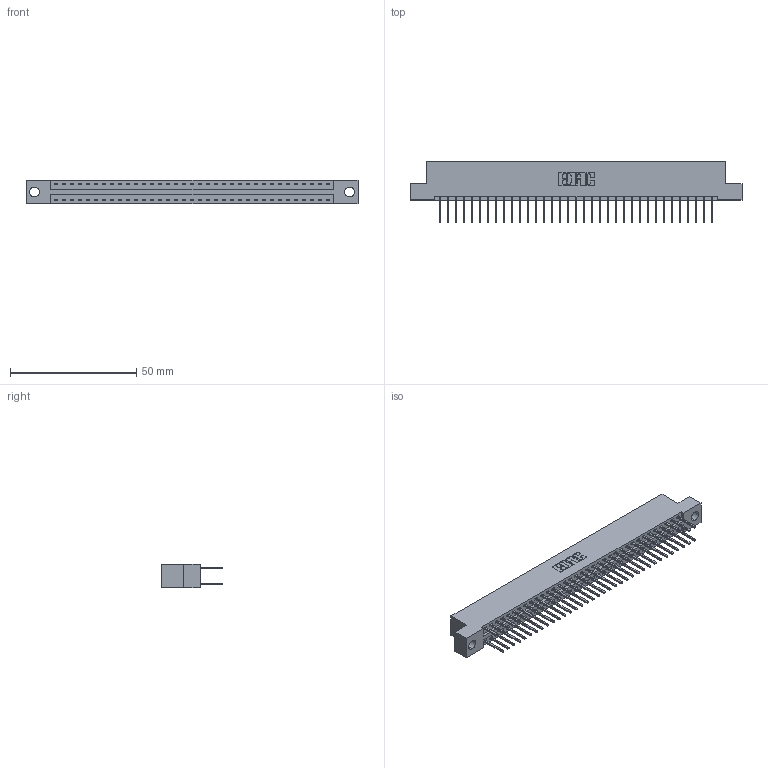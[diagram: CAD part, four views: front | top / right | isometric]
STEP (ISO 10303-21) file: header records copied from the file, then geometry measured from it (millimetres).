
FILE_DESCRIPTION (( 'STEP AP203' ), '1' );
FILE_NAME ('346-070-526-204.STEP', '2018-08-28T23:13:01', ( '' ), ( '' ), 'SwSTEP 2.0', 'SolidWorks 2016', '' );
FILE_SCHEMA (( 'CONFIG_CONTROL_DESIGN' ));
Length unit declared in the file: inch
Products named in the file (3): 346 Part_Flush Mounting Lugs - 0.156 Dia-TH; 345-292-001_345-293-126; 346-070-526-204
Assembly tree (71 placements, depth 2):
  346-070-526-204
    346 Part_Flush Mounting Lugs - 0.156 Dia-TH
    345-292-001_345-293-126  x70
Bounding box: 131.7 x 24.13 x 9.4 mm (x, y, z)
Volume: 12814.9 mm3; surface area: 17832 mm2
Topology: 71 solids, 71 shells, 3762 faces, 11179 edges, 7358 vertices
Faces by surface type: plane 2526, cylinder 1236
Entity records: 23805 total; most frequent: CARTESIAN_POINT 3932, ORIENTED_EDGE 3866, DIRECTION 3517, EDGE_CURVE 1933, LINE 1661, VECTOR 1661, VERTEX_POINT 1286, AXIS2_PLACEMENT_3D 928
